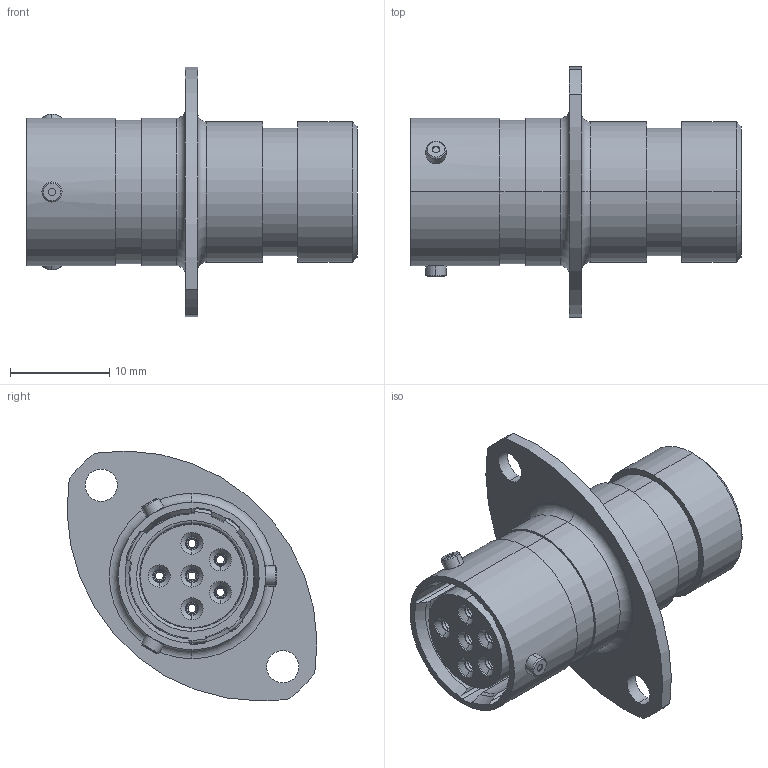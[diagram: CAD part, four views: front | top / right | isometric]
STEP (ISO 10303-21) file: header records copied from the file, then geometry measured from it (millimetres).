
FILE_DESCRIPTION (( 'STEP AP214' ), '1' );
FILE_NAME ('AS010-98SC.STEP', '2013-05-15T15:05:49', ( 'TE Connectivity' ), ( 'TE Connectivity' ), 'SwSTEP 2.0', 'SolidWorks 2011', '' );
FILE_SCHEMA (( 'AUTOMOTIVE_DESIGN' ));
Length unit declared in the file: inch
Products named in the file (1): AS010-98SC
Bounding box: 33.31 x 25.2 x 25.21 mm (x, y, z)
Volume: 3969.8 mm3; surface area: 7839.2 mm2
Topology: 9 solids, 9 shells, 863 faces, 2013 edges, 1204 vertices
Faces by surface type: cylinder 318, plane 181, torus 180, cone 170, sphere 14
Entity records: 36933 total; most frequent: CARTESIAN_POINT 5323, DIRECTION 4696, ORIENTED_EDGE 4006, AXIS2_PLACEMENT_3D 2023, EDGE_CURVE 2003, VERTEX_POINT 1202, CIRCLE 1159, EDGE_LOOP 959
